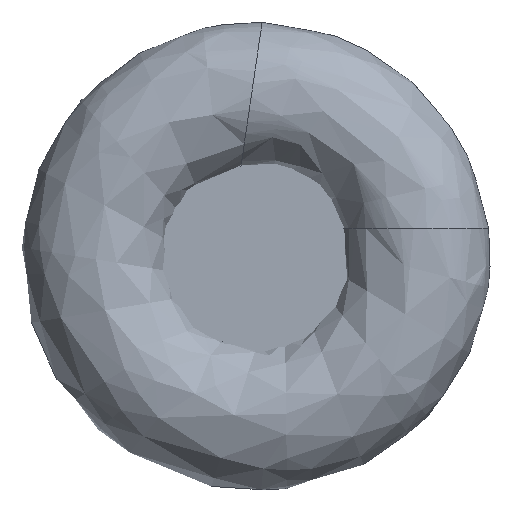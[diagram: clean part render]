
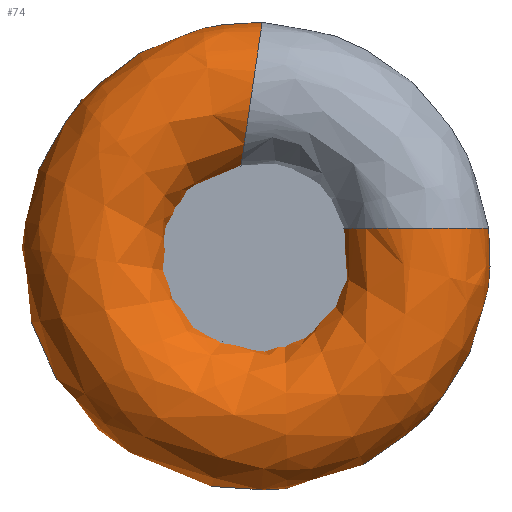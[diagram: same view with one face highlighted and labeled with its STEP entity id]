
A CAD part, left-side view. The second image highlights one B-rep face of the part: STEP entity #74.
In plain terms, the highlighted free-form (B-spline) face has degree [3, 3] with [7, 7] control points.
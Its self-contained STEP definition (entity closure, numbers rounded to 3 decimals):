
#74=ADVANCED_FACE('',(#96,#97),#94,.F.);
#94=(
BOUNDED_SURFACE()
B_SPLINE_SURFACE(3,3,((#382,#383,#384,#385,#386,#387,#388),(#389,#390,#391,
#392,#393,#394,#395),(#396,#397,#398,#399,#400,#401,#402),(#403,#404,#405,
#406,#407,#408,#409),(#410,#411,#412,#413,#414,#415,#416),(#417,#418,#419,
#420,#421,#422,#423),(#424,#425,#426,#427,#428,#429,#430)),
 .UNSPECIFIED.,.T.,.F.,.F.)
B_SPLINE_SURFACE_WITH_KNOTS((1,3,3,3,1),(4,3,4),(-0.5,0.,0.5,1.,1.5),(0.,
0.5,1.),.UNSPECIFIED.)
GEOMETRIC_REPRESENTATION_ITEM()
RATIONAL_B_SPLINE_SURFACE(((1.,0.566,0.566,1.,0.566,
0.566,1.),(0.333,0.189,0.189,
0.333,0.189,0.189,0.333),
(0.333,0.189,0.189,0.333,
0.189,0.189,0.333),(1.,0.566,
0.566,1.,0.566,0.566,1.),(0.333,
0.189,0.189,0.333,0.189,0.189,
0.333),(0.333,0.189,0.189,
0.333,0.189,0.189,0.333),
(1.,0.566,0.566,1.,0.566,0.566,
1.)))
REPRESENTATION_ITEM('')
SURFACE()
);
#96=FACE_BOUND('',#132,.T.);
#97=FACE_BOUND('',#133,.T.);
#132=EDGE_LOOP('',(#170));
#133=EDGE_LOOP('',(#171));
#170=ORIENTED_EDGE('',*,*,#227,.T.);
#171=ORIENTED_EDGE('',*,*,#228,.T.);
#208=VERTEX_POINT('',#379);
#209=VERTEX_POINT('',#381);
#227=EDGE_CURVE('',#208,#208,#246,.T.);
#228=EDGE_CURVE('',#209,#209,#247,.T.);
#246=CIRCLE('',#266,4.);
#247=CIRCLE('',#267,4.);
#266=AXIS2_PLACEMENT_3D('',#378,#304,#305);
#267=AXIS2_PLACEMENT_3D('',#380,#306,#307);
#304=DIRECTION('',(0.,0.989,0.146));
#305=DIRECTION('',(1.,0.,0.));
#306=DIRECTION('',(0.,0.,-1.));
#307=DIRECTION('',(1.,0.,0.));
#378=CARTESIAN_POINT('',(4.,0.259,8.538));
#379=CARTESIAN_POINT('',(8.,0.259,8.538));
#380=CARTESIAN_POINT('',(4.,-8.409,1.5));
#381=CARTESIAN_POINT('',(8.,-8.409,1.5));
#382=CARTESIAN_POINT('',(8.,-8.409,1.5));
#383=CARTESIAN_POINT('',(8.,-10.066,-7.787));
#384=CARTESIAN_POINT('',(8.,-1.939,-12.578));
#385=CARTESIAN_POINT('',(8.,5.384,-6.632));
#386=CARTESIAN_POINT('',(8.,12.708,-0.685));
#387=CARTESIAN_POINT('',(8.,9.689,8.252));
#388=CARTESIAN_POINT('',(8.,0.259,8.538));
#389=CARTESIAN_POINT('',(8.,-0.409,1.5));
#390=CARTESIAN_POINT('',(8.,-2.066,1.048));
#391=CARTESIAN_POINT('',(8.,-2.22,-0.662));
#392=CARTESIAN_POINT('',(8.,-0.67,-1.403));
#393=CARTESIAN_POINT('',(8.,0.879,-2.143));
#394=CARTESIAN_POINT('',(8.,2.113,-0.949));
#395=CARTESIAN_POINT('',(8.,1.424,0.624));
#396=CARTESIAN_POINT('',(0.,-0.409,1.5));
#397=CARTESIAN_POINT('',(0.,-2.066,1.048));
#398=CARTESIAN_POINT('',(0.,-2.22,-0.662));
#399=CARTESIAN_POINT('',(0.,-0.67,-1.403));
#400=CARTESIAN_POINT('',(0.,0.879,-2.143));
#401=CARTESIAN_POINT('',(0.,2.113,-0.949));
#402=CARTESIAN_POINT('',(0.,1.424,0.624));
#403=CARTESIAN_POINT('',(0.,-8.409,1.5));
#404=CARTESIAN_POINT('',(0.,-10.066,-7.787));
#405=CARTESIAN_POINT('',(0.,-1.939,-12.578));
#406=CARTESIAN_POINT('',(0.,5.384,-6.632));
#407=CARTESIAN_POINT('',(0.,12.708,-0.685));
#408=CARTESIAN_POINT('',(0.,9.689,8.252));
#409=CARTESIAN_POINT('',(0.,0.259,8.538));
#410=CARTESIAN_POINT('',(0.,-16.409,1.5));
#411=CARTESIAN_POINT('',(0.,-18.066,-16.622));
#412=CARTESIAN_POINT('',(0.,-1.659,-24.493));
#413=CARTESIAN_POINT('',(0.,11.439,-11.86));
#414=CARTESIAN_POINT('',(0.,24.537,0.772));
#415=CARTESIAN_POINT('',(0.,17.264,17.453));
#416=CARTESIAN_POINT('',(0.,-0.906,16.453));
#417=CARTESIAN_POINT('',(8.,-16.409,1.5));
#418=CARTESIAN_POINT('',(8.,-18.066,-16.622));
#419=CARTESIAN_POINT('',(8.,-1.659,-24.493));
#420=CARTESIAN_POINT('',(8.,11.439,-11.86));
#421=CARTESIAN_POINT('',(8.,24.537,0.772));
#422=CARTESIAN_POINT('',(8.,17.264,17.453));
#423=CARTESIAN_POINT('',(8.,-0.906,16.453));
#424=CARTESIAN_POINT('',(8.,-8.409,1.5));
#425=CARTESIAN_POINT('',(8.,-10.066,-7.787));
#426=CARTESIAN_POINT('',(8.,-1.939,-12.578));
#427=CARTESIAN_POINT('',(8.,5.384,-6.632));
#428=CARTESIAN_POINT('',(8.,12.708,-0.685));
#429=CARTESIAN_POINT('',(8.,9.689,8.252));
#430=CARTESIAN_POINT('',(8.,0.259,8.538));
